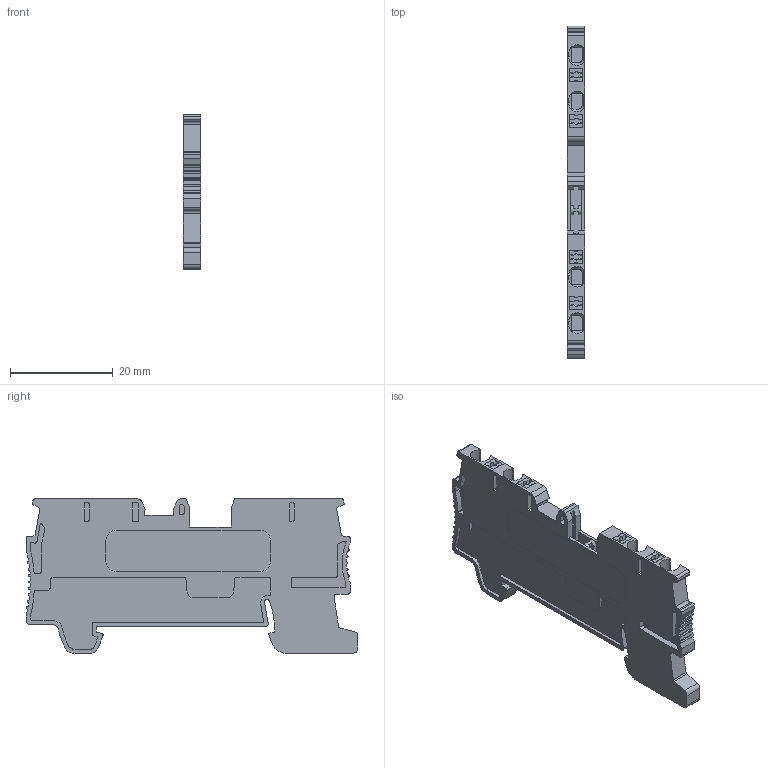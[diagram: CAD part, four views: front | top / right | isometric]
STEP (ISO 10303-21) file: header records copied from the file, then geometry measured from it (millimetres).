
FILE_DESCRIPTION(('STEP AP203'), '1');
FILE_NAME('MTP-FO1.5_3D', '2026-02-09T08:56:24', ('n.yurina'), (''), 'C3D Converter', 'C3D Toolkit', '');
FILE_SCHEMA(('CONFIG_CONTROL_DESIGN'));
Length unit declared in the file: millimetre
Bounding box: 3.5 x 64.55 x 30.05 mm (x, y, z)
Volume: 3884.3 mm3; surface area: 4925.7 mm2
Topology: 1 solids, 1 shells, 614 faces, 1736 edges, 1148 vertices
Faces by surface type: plane 403, cylinder 207, cone 4
Entity records: 21720 total; most frequent: CARTESIAN_POINT 4843, ORIENTED_EDGE 3472, DIRECTION 3295, EDGE_CURVE 1736, LINE 1253, VECTOR 1253, VERTEX_POINT 1148, AXIS2_PLACEMENT_3D 1021
